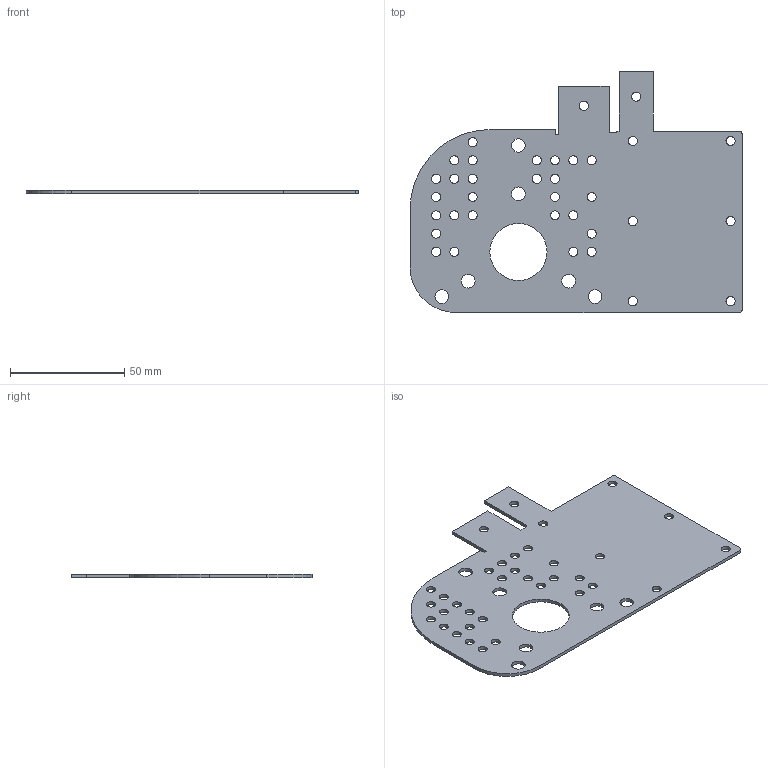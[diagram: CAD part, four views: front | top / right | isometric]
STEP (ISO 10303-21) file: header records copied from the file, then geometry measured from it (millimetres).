
FILE_DESCRIPTION(/* description */ (''),/* implementation_level */ '2;1');
FILE_NAME(/* name */ 'motor_mount_v6.step',/* time_stamp */ '2024-06-17T22:03:30+02:00',/* author */ (''),/* organization */ (''),/* preprocessor_version */ 'ST-DEVELOPER v20',/* originating_system */ 'Autodesk Translation Framework v13.14.0.145',/* authorisation */ '');
FILE_SCHEMA (('AUTOMOTIVE_DESIGN { 1 0 10303 214 3 1 1 }'));
Length unit declared in the file: millimetre
Products named in the file (1): cromvoirste_laser_1_5mm_rvs_motorsteun
Bounding box: 145.1 x 105.39 x 1.5 mm (x, y, z)
Volume: 16370.1 mm3; surface area: 23556.7 mm2
Topology: 1 solids, 1 shells, 65 faces, 189 edges, 126 vertices
Faces by surface type: cylinder 47, plane 18
Full cylindrical faces by diameter (mm): 4 x35, 6 x6, 25 x1
Entity records: 2398 total; most frequent: DIRECTION 415, CARTESIAN_POINT 381, ORIENTED_EDGE 378, EDGE_CURVE 189, AXIS2_PLACEMENT_3D 160, EDGE_LOOP 149, VERTEX_POINT 126, LINE 95
